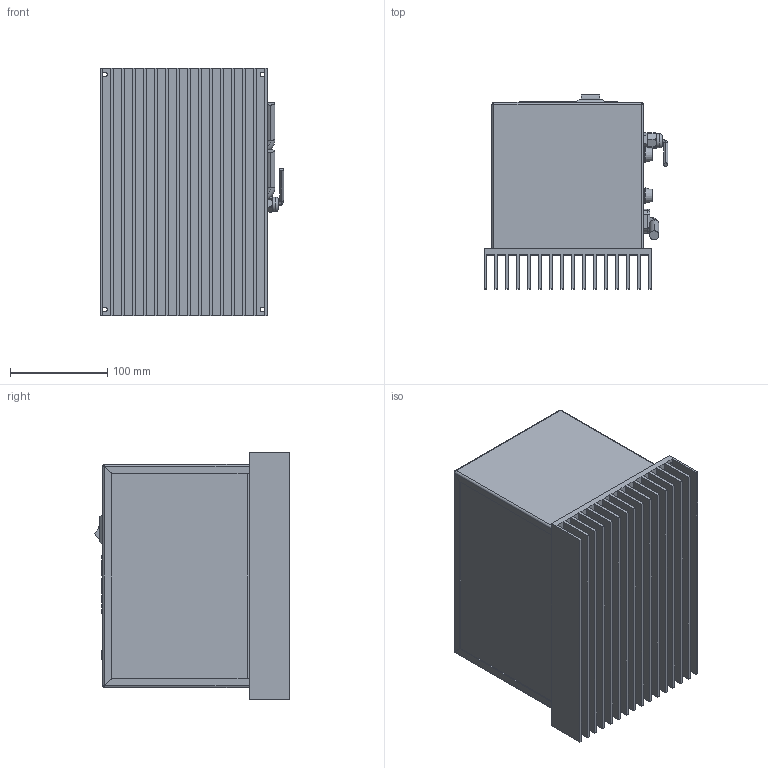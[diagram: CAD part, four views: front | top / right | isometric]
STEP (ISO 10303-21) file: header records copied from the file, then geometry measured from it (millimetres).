
FILE_DESCRIPTION (( 'STEP AP214' ), '1' );
FILE_NAME ('pn 121-000-0755_model VF-12_with accel.STEP', '2026-02-25T21:04:53', ( '' ), ( '' ), 'SwSTEP 2.0', 'SolidWorks 2022', '' );
FILE_SCHEMA (( 'AUTOMOTIVE_DESIGN' ));
Length unit declared in the file: inch
Products named in the file (14): 112-000-0295-3D_DEFAULT; EXCELLEROMETER FITTING SIM TO 112-0236_DEFAULT; pn 121-000-0755_model VF-12_with accel; 112-000-0298-3D_DEFAULT; SWITCH_220V_DEFAULT; 112-000-0297-3D_DEFAULT; CORD-SHORTR RAD_DEFAULT; KNOCKOUT-.880_DEFAULT; KNOCKOUT .555_DEFAULT; 112-000-0057-3D_DEFAULT; ACCELLEROMETER CABLE_DEFAULT; 112-000-0296-3D_DEFAULT; 104-000-0108; 106-000-0022-FUSE-3D
Assembly tree (16 placements, depth 2):
  pn 121-000-0755_model VF-12_with accel
    112-000-0298-3D_DEFAULT
    112-000-0296-3D_DEFAULT
    112-000-0297-3D_DEFAULT
    112-000-0295-3D_DEFAULT
    EXCELLEROMETER FITTING SIM TO 112-0236_DEFAULT
    KNOCKOUT-.880_DEFAULT
    KNOCKOUT .555_DEFAULT
    ACCELLEROMETER CABLE_DEFAULT
    106-000-0022-FUSE-3D  x2
    112-000-0057-3D_DEFAULT  x2
    104-000-0108
    SWITCH_220V_DEFAULT
    CORD-SHORTR RAD_DEFAULT  x2
Bounding box: 188.53 x 199.77 x 254 mm (x, y, z)
Volume: 1103472.3 mm3; surface area: 758822.3 mm2
Topology: 18 solids, 18 shells, 1649 faces, 4298 edges, 2833 vertices
Faces by surface type: plane 1009, bspline 419, cylinder 185, torus 28, sphere 4, cone 4
Full cylindrical faces by diameter (mm): 0.859 x1, 3.002 x1, 3.554 x1, 4.216 x1, 4.305 x4, 5.055 x4, 8.89 x1, 12.7 x9, 14.097 x1, 14.478 x1, 15.494 x2, 22.377 x1
Entity records: 72052 total; most frequent: CARTESIAN_POINT 33486, ORIENTED_EDGE 8314, DIRECTION 6055, EDGE_CURVE 4157, LINE 2921, VECTOR 2921, VERTEX_POINT 2763, EDGE_LOOP 1822
